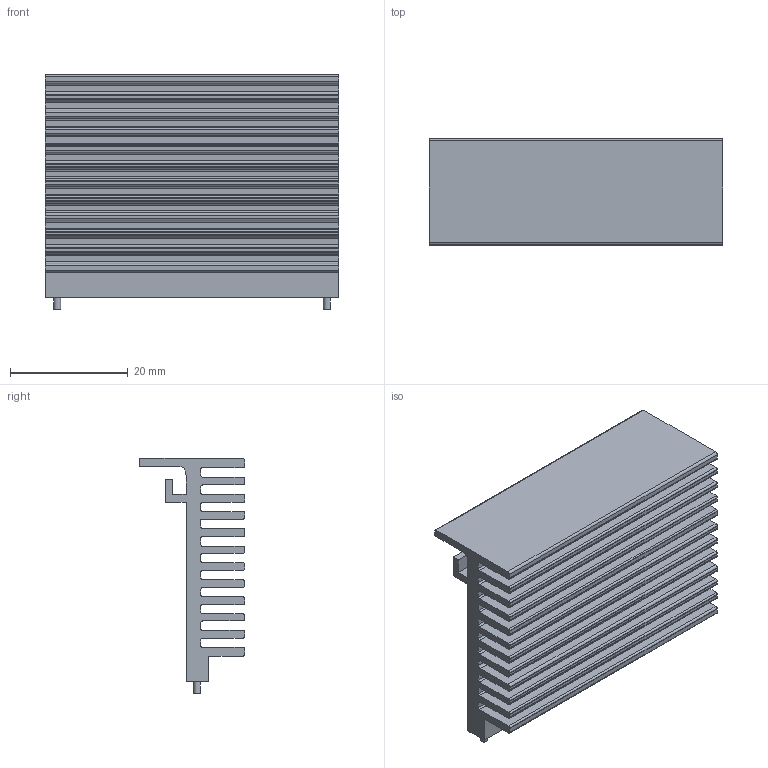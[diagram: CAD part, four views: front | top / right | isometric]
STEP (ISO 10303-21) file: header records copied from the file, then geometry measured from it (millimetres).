
FILE_DESCRIPTION(('FreeCAD Model'),'2;1');
FILE_NAME('OMNI-220-18-50-2C.step', '2019-10-24T11:39:09',('Author'),(''), 'Open CASCADE STEP processor 7.3','FreeCAD','Unknown');
FILE_SCHEMA(('AUTOMOTIVE_DESIGN { 1 0 10303 214 1 1 1 1 }'));
Length unit declared in the file: millimetre
Products named in the file (1): Body
Bounding box: 50 x 18 x 40 mm (x, y, z)
Volume: 11994.2 mm3; surface area: 14620.8 mm2
Topology: 1 solids, 1 shells, 135 faces, 393 edges, 262 vertices
Faces by surface type: plane 84, cylinder 51
Full cylindrical faces by diameter (mm): 1.2 x2
Entity records: 9600 total; most frequent: CARTESIAN_POINT 1577, DIRECTION 1553, LINE 975, VECTOR 975, ORIENTED_EDGE 786, PCURVE 786, DEFINITIONAL_REPRESENTATION 786, EDGE_CURVE 393
